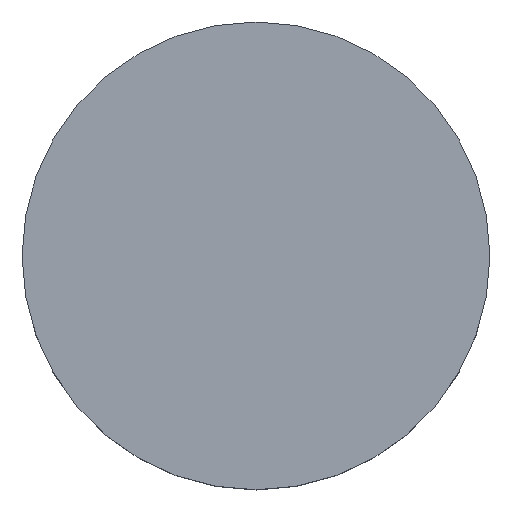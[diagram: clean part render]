
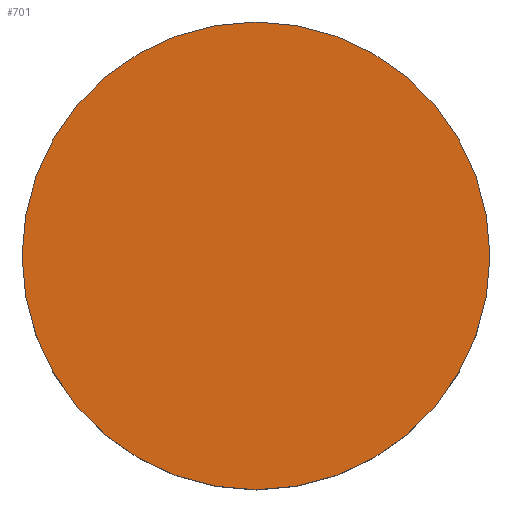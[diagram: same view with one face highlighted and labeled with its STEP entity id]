
A CAD part, top view. The second image highlights one B-rep face of the part: STEP entity #701.
In plain terms, the highlighted planar face has unit normal (0, 0, 1).
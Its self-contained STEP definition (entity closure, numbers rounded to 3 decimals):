
#274=CARTESIAN_POINT('',(0.,0.,32.5));
#275=DIRECTION('',(0.,0.,1.));
#276=DIRECTION('',(0.,1.,0.));
#277=AXIS2_PLACEMENT_3D('',#274,#275,#276);
#282=CARTESIAN_POINT('',(0.,0.,32.5));
#283=DIRECTION('',(0.,0.,-1.));
#284=DIRECTION('',(0.,1.,0.));
#285=AXIS2_PLACEMENT_3D('',#282,#283,#284);
#475=CARTESIAN_POINT('',(0.,36.5,32.5));
#477=VERTEX_POINT('',#475);
#479=CARTESIAN_POINT('',(0.,-36.5,32.5));
#481=VERTEX_POINT('',#479);
#692=CARTESIAN_POINT('',(0.,0.,32.5));
#693=DIRECTION('',(0.,0.,-1.));
#694=DIRECTION('',(0.,-1.,0.));
#695=AXIS2_PLACEMENT_3D('',#692,#693,#694);
#696=PLANE('',#695);
#697=ORIENTED_EDGE('',*,*,#671,.F.);
#698=ORIENTED_EDGE('',*,*,#687,.T.);
#699=EDGE_LOOP('',(#697,#698));
#700=FACE_OUTER_BOUND('',#699,.F.);
#701=ADVANCED_FACE('',(#700),#696,.F.);
#278=CIRCLE('',#277,36.5);
#286=CIRCLE('',#285,36.5);
#671=EDGE_CURVE('',#477,#481,#278,.T.);
#687=EDGE_CURVE('',#477,#481,#286,.T.);
